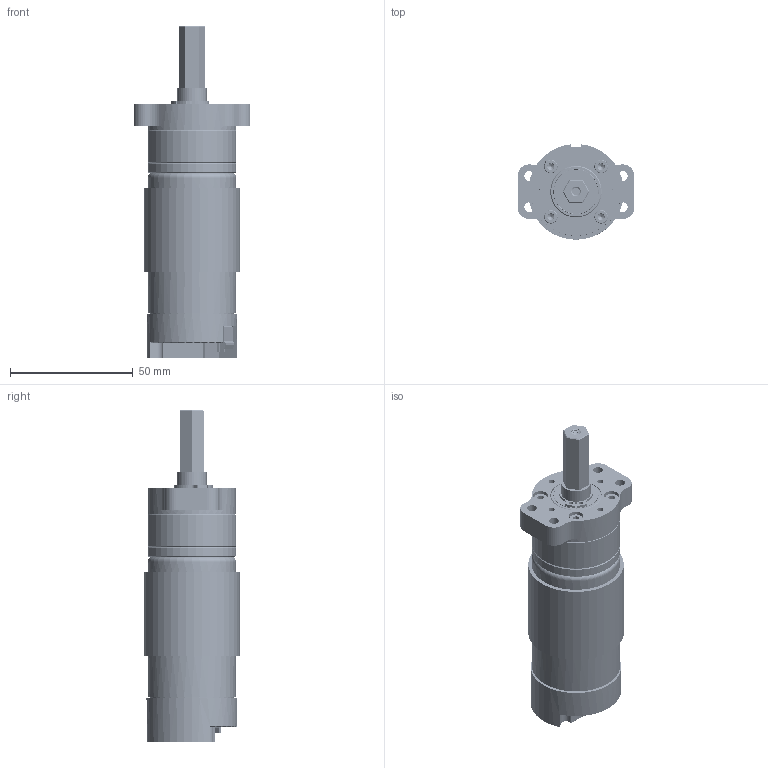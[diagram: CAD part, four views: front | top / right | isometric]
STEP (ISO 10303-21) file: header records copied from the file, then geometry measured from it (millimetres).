
FILE_DESCRIPTION (( 'STEP AP214' ), '1' );
FILE_NAME ('am-5550_0100_004 NeveRest Hex 3.7 Gearmotor, 1IN Shaft.STEP', '2024-09-16T16:44:34', ( '' ), ( '' ), 'SwSTEP 2.0', 'SolidWorks 2024', '' );
FILE_SCHEMA (( 'AUTOMOTIVE_DESIGN' ));
Length unit declared in the file: inch
Products named in the file (19): am-3104c NeveRest Hex Encoder Mount; NeveRest Hex Shaft 375H 1IN Long; am-5550g_0100_004 NeveRest Hex 3.7 Gearbox, 1IN Shaft; 12x24x5 Bearing (6901-2Z); 12mm External Retaining Ring; JST-VH-2 Connector PCB Mount (Male); am-3104c_plate NeveRest Hex Motor Plate; am-3104c_cap NeveRest Hex Encoder Cap; am-3104c NeveRest Hex Bare Motor; am-5550_0100_004 NeveRest Hex 3.7 Gearmotor, 1IN Shaft; am-3104c NeveRest Hex Encoder Magnet; M3x24 SHCS_M3x24 SHCS; am-3104c NeveRest Hex Encoder PCB; am-3104c NeveRest Hex Motor; 12x21x5 Bearing (6801-2Z); 12x18x0.2 Shim; NeveRest Hex Output Block; NeveRest Hex 1 Stage Ring Gear; 3x8 Steel Dowel_93600A303
Assembly tree (23 placements, depth 3):
  am-5550_0100_004 NeveRest Hex 3.7 Gearmotor, 1IN Shaft
    am-5550g_0100_004 NeveRest Hex 3.7 Gearbox, 1IN Shaft
      am-3104c_plate NeveRest Hex Motor Plate
      NeveRest Hex 1 Stage Ring Gear
      NeveRest Hex Output Block
      12x21x5 Bearing (6801-2Z)
      12x18x0.2 Shim
      12mm External Retaining Ring
      3x8 Steel Dowel_93600A303  x3
      NeveRest Hex Shaft 375H 1IN Long
      12x24x5 Bearing (6901-2Z)
      M3x24 SHCS_M3x24 SHCS  x4
    am-3104c NeveRest Hex Motor
      am-3104c NeveRest Hex Encoder Mount
      am-3104c NeveRest Hex Encoder Magnet
      am-3104c_cap NeveRest Hex Encoder Cap
      am-3104c NeveRest Hex Encoder PCB
      JST-VH-2 Connector PCB Mount (Male)
      am-3104c NeveRest Hex Bare Motor
Bounding box: 47.62 x 38.9 x 135.35 mm (x, y, z)
Volume: 100815.7 mm3; surface area: 46540.1 mm2
Topology: 38 solids, 38 shells, 8408 faces, 20657 edges, 12347 vertices
Faces by surface type: bspline 3189, cylinder 2105, plane 1249, torus 1167, cone 558, sphere 140
Entity records: 145681 total; most frequent: CARTESIAN_POINT 62827, ORIENTED_EDGE 18346, DIRECTION 16114, EDGE_CURVE 9173, AXIS2_PLACEMENT_3D 6652, VERTEX_POINT 5684, CIRCLE 3851, EDGE_LOOP 3843
